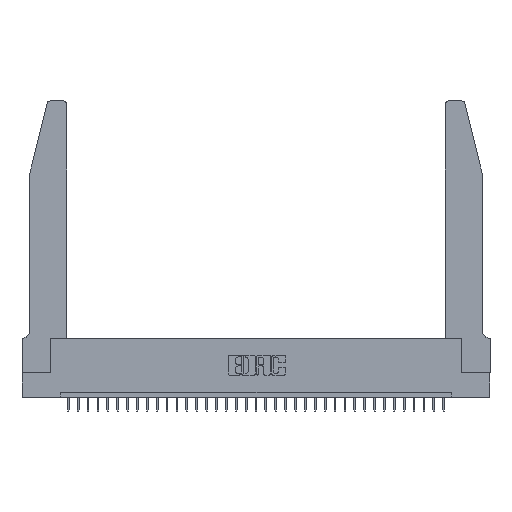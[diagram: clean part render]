
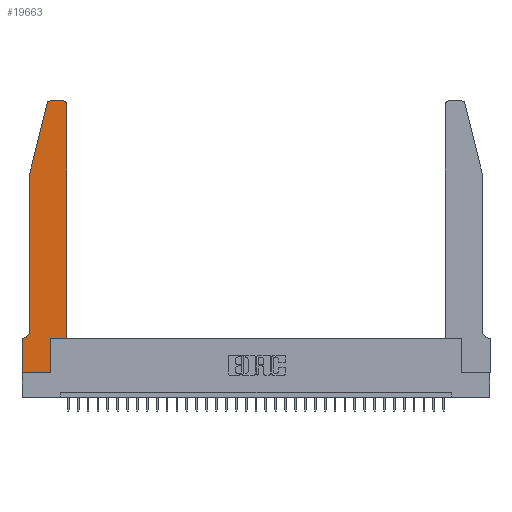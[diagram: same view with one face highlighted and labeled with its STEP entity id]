
A CAD part, top view. The second image highlights one B-rep face of the part: STEP entity #19663.
In plain terms, the highlighted planar face has unit normal (0, 0, 1).
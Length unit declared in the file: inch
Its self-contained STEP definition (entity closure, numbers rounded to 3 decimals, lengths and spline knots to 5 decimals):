
#674 = VECTOR ( 'NONE', #25596, 39.37008 ) ;
#747 = ORIENTED_EDGE ( 'NONE', *, *, #17349, .T. ) ;
#1135 = VERTEX_POINT ( 'NONE', #9747 ) ;
#1182 = CARTESIAN_POINT ( 'NONE',  ( 0.0755, 2., 0.37 ) ) ;
#1697 = DIRECTION ( 'NONE',  ( 1., 0., 0. ) ) ;
#1731 = EDGE_CURVE ( 'NONE', #25046, #3454, #18239, .T. ) ;
#1999 = DIRECTION ( 'NONE',  ( 0., 0., -1. ) ) ;
#2006 = CARTESIAN_POINT ( 'NONE',  ( 0.4205, 2.72, 0.37 ) ) ;
#2764 = DIRECTION ( 'NONE',  ( 0., -1., 0. ) ) ;
#3134 = VECTOR ( 'NONE', #2764, 39.37008 ) ;
#3361 = CARTESIAN_POINT ( 'NONE',  ( 0.284, 2.75, 0.37 ) ) ;
#3454 = VERTEX_POINT ( 'NONE', #11058 ) ;
#3827 = ORIENTED_EDGE ( 'NONE', *, *, #6453, .T. ) ;
#4178 = CARTESIAN_POINT ( 'NONE',  ( 0.2865, 0.35, 0.37 ) ) ;
#4293 = ORIENTED_EDGE ( 'NONE', *, *, #29999, .T. ) ;
#4858 = ORIENTED_EDGE ( 'NONE', *, *, #26299, .T. ) ;
#5643 = ORIENTED_EDGE ( 'NONE', *, *, #12257, .T. ) ;
#5933 = LINE ( 'NONE', #24281, #3134 ) ;
#6453 = EDGE_CURVE ( 'NONE', #30302, #7461, #17687, .T. ) ;
#7438 = DIRECTION ( 'NONE',  ( 0., 0., 1. ) ) ;
#7461 = VERTEX_POINT ( 'NONE', #29102 ) ;
#7594 = EDGE_CURVE ( 'NONE', #32868, #31071, #24174, .T. ) ;
#8806 = ORIENTED_EDGE ( 'NONE', *, *, #7594, .T. ) ;
#9178 = VERTEX_POINT ( 'NONE', #26622 ) ;
#9217 = CARTESIAN_POINT ( 'NONE',  ( 0.284, 2.72, 0.37 ) ) ;
#9299 = CARTESIAN_POINT ( 'NONE',  ( 0.2865, 0.35, 0.37 ) ) ;
#9339 = ORIENTED_EDGE ( 'NONE', *, *, #1731, .T. ) ;
#9390 = DIRECTION ( 'NONE',  ( 0., 0., 1. ) ) ;
#9747 = CARTESIAN_POINT ( 'NONE',  ( 0.4505, 2.72, 0.37 ) ) ;
#9819 = DIRECTION ( 'NONE',  ( 0., -1., 0. ) ) ;
#10851 = EDGE_CURVE ( 'NONE', #17654, #25046, #5933, .T. ) ;
#10928 = CARTESIAN_POINT ( 'NONE',  ( 0.4505, 0.35, 0.37 ) ) ;
#11058 = CARTESIAN_POINT ( 'NONE',  ( 0.0055, 0.35, 0.37 ) ) ;
#11091 = CARTESIAN_POINT ( 'NONE',  ( 0.0755, 0.42, 0.37 ) ) ;
#12257 = EDGE_CURVE ( 'NONE', #12913, #18411, #25505, .T. ) ;
#12326 = ORIENTED_EDGE ( 'NONE', *, *, #19456, .T. ) ;
#12407 = LINE ( 'NONE', #4178, #14245 ) ;
#12463 = CARTESIAN_POINT ( 'NONE',  ( 0.4505, 0.35, 0.37 ) ) ;
#12913 = VERTEX_POINT ( 'NONE', #9299 ) ;
#12979 = DIRECTION ( 'NONE',  ( 0., 0., 1. ) ) ;
#13027 = VECTOR ( 'NONE', #14755, 39.37008 ) ;
#14245 = VECTOR ( 'NONE', #23072, 39.37008 ) ;
#14755 = DIRECTION ( 'NONE',  ( -1., 0., 0. ) ) ;
#15087 = ORIENTED_EDGE ( 'NONE', *, *, #20784, .T. ) ;
#15443 = CARTESIAN_POINT ( 'NONE',  ( 0., 0.35, 0.37 ) ) ;
#15507 = VECTOR ( 'NONE', #1697, 39.37008 ) ;
#15692 = VECTOR ( 'NONE', #19887, 39.37008 ) ;
#15967 = ORIENTED_EDGE ( 'NONE', *, *, #10851, .T. ) ;
#16616 = EDGE_LOOP ( 'NONE', ( #8806, #15087, #25927, #15967, #9339, #4858, #3827, #747, #4293, #5643, #12326, #19182 ) ) ;
#16754 = CIRCLE ( 'NONE', #22909, 0.03 ) ;
#16791 = EDGE_CURVE ( 'NONE', #1135, #32868, #16754, .T. ) ;
#17349 = EDGE_CURVE ( 'NONE', #7461, #34027, #23433, .T. ) ;
#17419 = CARTESIAN_POINT ( 'NONE',  ( 0.0755, 2., 0.37 ) ) ;
#17654 = VERTEX_POINT ( 'NONE', #1182 ) ;
#17687 = LINE ( 'NONE', #23103, #22026 ) ;
#18050 = EDGE_CURVE ( 'NONE', #9178, #17654, #20222, .T. ) ;
#18239 = CIRCLE ( 'NONE', #27753, 0.07 ) ;
#18411 = VERTEX_POINT ( 'NONE', #10928 ) ;
#19182 = ORIENTED_EDGE ( 'NONE', *, *, #16791, .T. ) ;
#19456 = EDGE_CURVE ( 'NONE', #18411, #1135, #30846, .T. ) ;
#19663 = ADVANCED_FACE ( 'NONE', ( #26453 ), #28563, .T. ) ;
#19887 = DIRECTION ( 'NONE',  ( -0.239, -0.971, 0. ) ) ;
#20222 = LINE ( 'NONE', #17419, #15692 ) ;
#20784 = EDGE_CURVE ( 'NONE', #31071, #9178, #27571, .T. ) ;
#20837 = AXIS2_PLACEMENT_3D ( 'NONE', #9217, #9390, #33020 ) ;
#21178 = CARTESIAN_POINT ( 'NONE',  ( 0.2865, 0., 0.37 ) ) ;
#21579 = CARTESIAN_POINT ( 'NONE',  ( 0.2605, 2.75, 0.37 ) ) ;
#21920 = DIRECTION ( 'NONE',  ( -1., 0., 0. ) ) ;
#22026 = VECTOR ( 'NONE', #9819, 39.37008 ) ;
#22054 = VECTOR ( 'NONE', #21920, 39.37008 ) ;
#22909 = AXIS2_PLACEMENT_3D ( 'NONE', #2006, #7438, #31409 ) ;
#23072 = DIRECTION ( 'NONE',  ( 0., 1., 0. ) ) ;
#23103 = CARTESIAN_POINT ( 'NONE',  ( 0., 0., 0.37 ) ) ;
#23346 = DIRECTION ( 'NONE',  ( -1., 0., 0. ) ) ;
#23433 = LINE ( 'NONE', #26239, #27974 ) ;
#24174 = LINE ( 'NONE', #21579, #22054 ) ;
#24281 = CARTESIAN_POINT ( 'NONE',  ( 0.0755, 2., 0.37 ) ) ;
#24792 = CARTESIAN_POINT ( 'NONE',  ( 0., 0.35, 0.37 ) ) ;
#25046 = VERTEX_POINT ( 'NONE', #11091 ) ;
#25357 = CARTESIAN_POINT ( 'NONE',  ( 0.4205, 2.75, 0.37 ) ) ;
#25505 = LINE ( 'NONE', #31112, #15507 ) ;
#25596 = DIRECTION ( 'NONE',  ( 0., 1., 0. ) ) ;
#25927 = ORIENTED_EDGE ( 'NONE', *, *, #18050, .T. ) ;
#26239 = CARTESIAN_POINT ( 'NONE',  ( 0., 0., 0.37 ) ) ;
#26299 = EDGE_CURVE ( 'NONE', #3454, #30302, #28048, .T. ) ;
#26453 = FACE_OUTER_BOUND ( 'NONE', #16616, .T. ) ;
#26622 = CARTESIAN_POINT ( 'NONE',  ( 0.25487, 2.72718, 0.37 ) ) ;
#27571 = CIRCLE ( 'NONE', #20837, 0.03 ) ;
#27753 = AXIS2_PLACEMENT_3D ( 'NONE', #29110, #1999, #23346 ) ;
#27974 = VECTOR ( 'NONE', #34117, 39.37008 ) ;
#28048 = LINE ( 'NONE', #33813, #13027 ) ;
#28563 = PLANE ( 'NONE',  #33659 ) ;
#29102 = CARTESIAN_POINT ( 'NONE',  ( 0., 0., 0.37 ) ) ;
#29110 = CARTESIAN_POINT ( 'NONE',  ( 0.0055, 0.42, 0.37 ) ) ;
#29247 = DIRECTION ( 'NONE',  ( 1., 0., 0. ) ) ;
#29999 = EDGE_CURVE ( 'NONE', #34027, #12913, #12407, .T. ) ;
#30302 = VERTEX_POINT ( 'NONE', #24792 ) ;
#30846 = LINE ( 'NONE', #12463, #674 ) ;
#31071 = VERTEX_POINT ( 'NONE', #3361 ) ;
#31112 = CARTESIAN_POINT ( 'NONE',  ( 0.4505, 0.35, 0.37 ) ) ;
#31409 = DIRECTION ( 'NONE',  ( 1., 0., 0. ) ) ;
#32868 = VERTEX_POINT ( 'NONE', #25357 ) ;
#33020 = DIRECTION ( 'NONE',  ( 1., 0., 0. ) ) ;
#33659 = AXIS2_PLACEMENT_3D ( 'NONE', #15443, #12979, #29247 ) ;
#33813 = CARTESIAN_POINT ( 'NONE',  ( 0.0755, 0.35, 0.37 ) ) ;
#34027 = VERTEX_POINT ( 'NONE', #21178 ) ;
#34117 = DIRECTION ( 'NONE',  ( 1., 0., 0. ) ) ;
